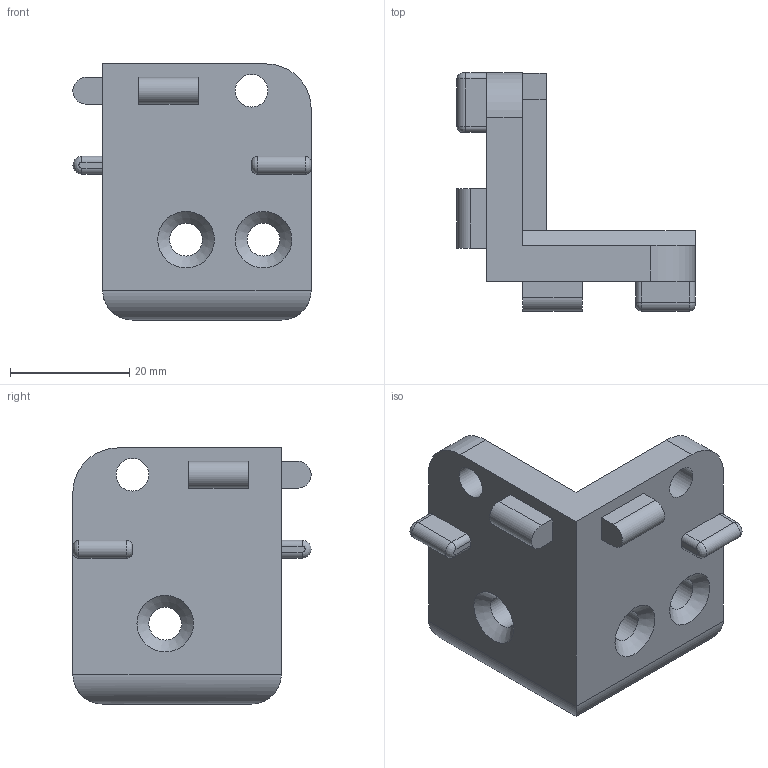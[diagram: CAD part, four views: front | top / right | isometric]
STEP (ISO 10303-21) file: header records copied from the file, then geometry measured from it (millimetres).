
FILE_DESCRIPTION(/* description */ (''),/* implementation_level */ '2;1');
FILE_NAME(/* name */ '21_ATC_X_Axis_Holder.step',/* time_stamp */ '2021-01-21T13:47:35+01:00',/* author */ (''),/* organization */ (''),/* preprocessor_version */ 'ST-DEVELOPER v18.1',/* originating_system */ 'Autodesk Translation Framework v9.7.1.1290',/* authorisation */ '');
FILE_SCHEMA (('AUTOMOTIVE_DESIGN { 1 0 10303 214 3 1 1 }'));
Length unit declared in the file: millimetre
Products named in the file (1): ATC_X_Axis_Holder
Bounding box: 40 x 40 x 43 mm (x, y, z)
Volume: 17636.8 mm3; surface area: 7598.1 mm2
Topology: 1 solids, 1 shells, 58 faces, 148 edges, 94 vertices
Faces by surface type: plane 28, cylinder 23, bspline 4, cone 3
Full cylindrical faces by diameter (mm): 5.5 x5
Entity records: 1851 total; most frequent: CARTESIAN_POINT 357, DIRECTION 309, ORIENTED_EDGE 296, EDGE_CURVE 148, AXIS2_PLACEMENT_3D 106, LINE 97, VECTOR 97, VERTEX_POINT 94
